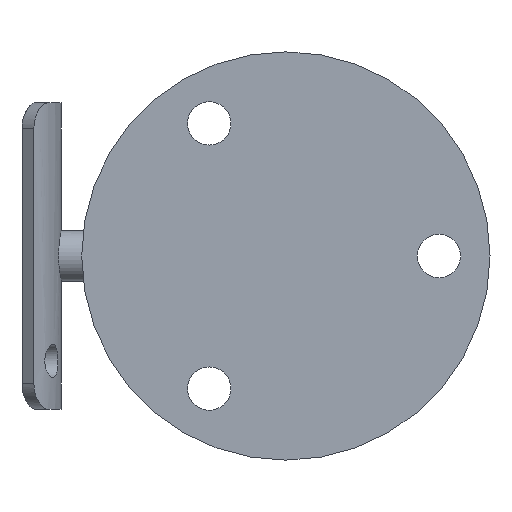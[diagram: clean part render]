
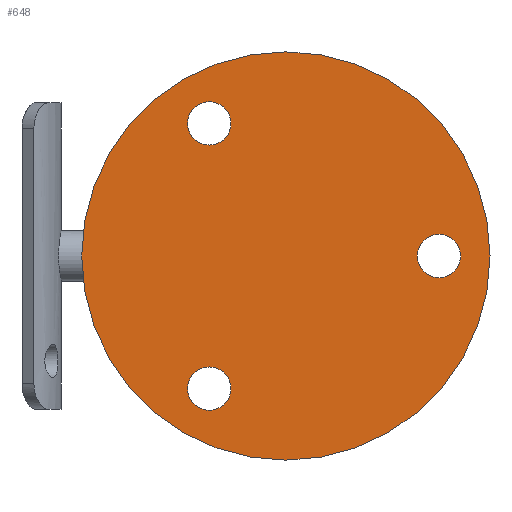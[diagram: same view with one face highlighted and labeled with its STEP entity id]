
A CAD part, left-side view. The second image highlights one B-rep face of the part: STEP entity #648.
In plain terms, the highlighted planar face has unit normal (-1, 0, 0).
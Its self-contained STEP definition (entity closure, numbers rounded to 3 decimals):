
#20 = ORIENTED_EDGE ( 'NONE', *, *, #1466, .T. ) ;
#53 = CARTESIAN_POINT ( 'NONE',  ( 0., 15., 25.981 ) ) ;
#56 = DIRECTION ( 'NONE',  ( 1., 0., 0. ) ) ;
#82 = DIRECTION ( 'NONE',  ( 1., 0., 0. ) ) ;
#121 = VERTEX_POINT ( 'NONE', #358 ) ;
#139 = CARTESIAN_POINT ( 'NONE',  ( 0., 15., -25.981 ) ) ;
#147 = CIRCLE ( 'NONE', #353, 4.25 ) ;
#172 = VERTEX_POINT ( 'NONE', #897 ) ;
#181 = EDGE_LOOP ( 'NONE', ( #549, #286 ) ) ;
#188 = ORIENTED_EDGE ( 'NONE', *, *, #546, .T. ) ;
#203 = CARTESIAN_POINT ( 'NONE',  ( 0., -30., 0. ) ) ;
#226 = AXIS2_PLACEMENT_3D ( 'NONE', #430, #1422, #1430 ) ;
#260 = PLANE ( 'NONE',  #1316 ) ;
#268 = FACE_OUTER_BOUND ( 'NONE', #894, .T. ) ;
#278 = AXIS2_PLACEMENT_3D ( 'NONE', #53, #664, #307 ) ;
#286 = ORIENTED_EDGE ( 'NONE', *, *, #867, .T. ) ;
#307 = DIRECTION ( 'NONE',  ( 0., 0., -1. ) ) ;
#353 = AXIS2_PLACEMENT_3D ( 'NONE', #520, #891, #1150 ) ;
#358 = CARTESIAN_POINT ( 'NONE',  ( 0., 0., 40. ) ) ;
#397 = CARTESIAN_POINT ( 'NONE',  ( 0., 0., 0. ) ) ;
#430 = CARTESIAN_POINT ( 'NONE',  ( 0., 0., 0. ) ) ;
#463 = DIRECTION ( 'NONE',  ( 0., 0., -1. ) ) ;
#499 = DIRECTION ( 'NONE',  ( 1., 0., 0. ) ) ;
#506 = DIRECTION ( 'NONE',  ( 1., 0., 0. ) ) ;
#520 = CARTESIAN_POINT ( 'NONE',  ( 0., 15., -25.981 ) ) ;
#533 = FACE_BOUND ( 'NONE', #1153, .T. ) ;
#546 = EDGE_CURVE ( 'NONE', #172, #1520, #1339, .T. ) ;
#549 = ORIENTED_EDGE ( 'NONE', *, *, #1060, .T. ) ;
#574 = ORIENTED_EDGE ( 'NONE', *, *, #1524, .F. ) ;
#590 = ORIENTED_EDGE ( 'NONE', *, *, #678, .F. ) ;
#633 = DIRECTION ( 'NONE',  ( 1., 0., 0. ) ) ;
#648 = ADVANCED_FACE ( 'NONE', ( #1154, #863, #533, #268 ), #260, .F. ) ;
#664 = DIRECTION ( 'NONE',  ( 1., 0., 0. ) ) ;
#670 = DIRECTION ( 'NONE',  ( 1., 0., 0. ) ) ;
#678 = EDGE_CURVE ( 'NONE', #1464, #121, #1010, .T. ) ;
#692 = DIRECTION ( 'NONE',  ( 0., 0., -1. ) ) ;
#711 = AXIS2_PLACEMENT_3D ( 'NONE', #139, #633, #1568 ) ;
#756 = VERTEX_POINT ( 'NONE', #786 ) ;
#786 = CARTESIAN_POINT ( 'NONE',  ( 0., 15., 30.231 ) ) ;
#796 = CARTESIAN_POINT ( 'NONE',  ( 0., 0., 0. ) ) ;
#835 = VERTEX_POINT ( 'NONE', #1348 ) ;
#863 = FACE_BOUND ( 'NONE', #181, .T. ) ;
#867 = EDGE_CURVE ( 'NONE', #756, #1489, #1364, .T. ) ;
#891 = DIRECTION ( 'NONE',  ( 1., 0., 0. ) ) ;
#894 = EDGE_LOOP ( 'NONE', ( #574, #590 ) ) ;
#897 = CARTESIAN_POINT ( 'NONE',  ( 0., -30., 4.25 ) ) ;
#918 = DIRECTION ( 'NONE',  ( 0., 0., -1. ) ) ;
#921 = CIRCLE ( 'NONE', #1185, 4.25 ) ;
#1006 = CIRCLE ( 'NONE', #711, 4.25 ) ;
#1010 = CIRCLE ( 'NONE', #226, 40. ) ;
#1043 = VERTEX_POINT ( 'NONE', #1168 ) ;
#1060 = EDGE_CURVE ( 'NONE', #1489, #756, #1419, .T. ) ;
#1063 = AXIS2_PLACEMENT_3D ( 'NONE', #1219, #499, #1252 ) ;
#1150 = DIRECTION ( 'NONE',  ( 0., 0., -1. ) ) ;
#1153 = EDGE_LOOP ( 'NONE', ( #1332, #188 ) ) ;
#1154 = FACE_BOUND ( 'NONE', #1260, .T. ) ;
#1168 = CARTESIAN_POINT ( 'NONE',  ( 0., 15., -21.731 ) ) ;
#1185 = AXIS2_PLACEMENT_3D ( 'NONE', #203, #670, #692 ) ;
#1207 = EDGE_CURVE ( 'NONE', #1043, #835, #147, .T. ) ;
#1219 = CARTESIAN_POINT ( 'NONE',  ( 0., -30., 0. ) ) ;
#1252 = DIRECTION ( 'NONE',  ( 0., 0., -1. ) ) ;
#1253 = CARTESIAN_POINT ( 'NONE',  ( 0., 0., -40. ) ) ;
#1260 = EDGE_LOOP ( 'NONE', ( #20, #1456 ) ) ;
#1274 = EDGE_CURVE ( 'NONE', #1520, #172, #921, .T. ) ;
#1316 = AXIS2_PLACEMENT_3D ( 'NONE', #397, #506, #1389 ) ;
#1324 = CARTESIAN_POINT ( 'NONE',  ( 0., 15., 25.981 ) ) ;
#1332 = ORIENTED_EDGE ( 'NONE', *, *, #1274, .T. ) ;
#1339 = CIRCLE ( 'NONE', #1063, 4.25 ) ;
#1348 = CARTESIAN_POINT ( 'NONE',  ( 0., 15., -30.231 ) ) ;
#1364 = CIRCLE ( 'NONE', #1443, 4.25 ) ;
#1389 = DIRECTION ( 'NONE',  ( 0., 0., -1. ) ) ;
#1415 = CARTESIAN_POINT ( 'NONE',  ( 0., -30., -4.25 ) ) ;
#1419 = CIRCLE ( 'NONE', #278, 4.25 ) ;
#1422 = DIRECTION ( 'NONE',  ( 1., 0., 0. ) ) ;
#1430 = DIRECTION ( 'NONE',  ( 0., 0., -1. ) ) ;
#1443 = AXIS2_PLACEMENT_3D ( 'NONE', #1324, #82, #463 ) ;
#1456 = ORIENTED_EDGE ( 'NONE', *, *, #1207, .T. ) ;
#1464 = VERTEX_POINT ( 'NONE', #1253 ) ;
#1466 = EDGE_CURVE ( 'NONE', #835, #1043, #1006, .T. ) ;
#1489 = VERTEX_POINT ( 'NONE', #1558 ) ;
#1498 = AXIS2_PLACEMENT_3D ( 'NONE', #796, #56, #918 ) ;
#1520 = VERTEX_POINT ( 'NONE', #1415 ) ;
#1524 = EDGE_CURVE ( 'NONE', #121, #1464, #1611, .T. ) ;
#1558 = CARTESIAN_POINT ( 'NONE',  ( 0., 15., 21.731 ) ) ;
#1568 = DIRECTION ( 'NONE',  ( 0., 0., -1. ) ) ;
#1611 = CIRCLE ( 'NONE', #1498, 40. ) ;
